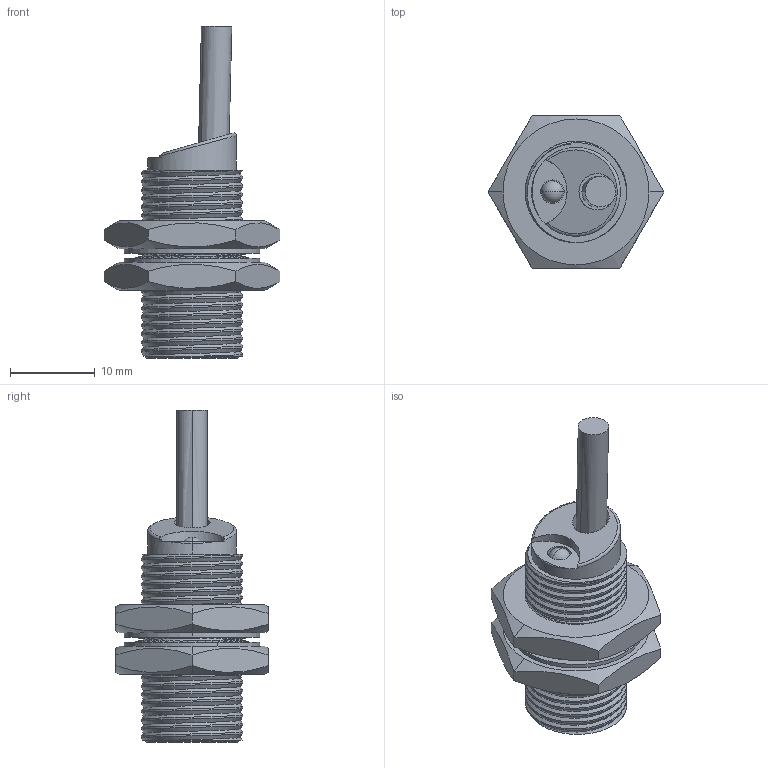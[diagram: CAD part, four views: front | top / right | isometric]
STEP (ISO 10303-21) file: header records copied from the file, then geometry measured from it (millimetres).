
FILE_DESCRIPTION (( 'STEP AP214' ), '1' );
FILE_NAME ('M12-閉傻俋褲.STEP', '2015-09-23T08:19:34', ( '' ), ( '' ), 'SwSTEP 2.0', 'SolidWorks 2013', '' );
FILE_SCHEMA (( 'AUTOMOTIVE_DESIGN' ));
Length unit declared in the file: millimetre
Products named in the file (1): M12-閉傻俋褲
Bounding box: 20.78 x 18 x 39.24 mm (x, y, z)
Volume: 4004.9 mm3; surface area: 3873.7 mm2
Topology: 6 solids, 6 shells, 696 faces, 2031 edges, 1341 vertices
Faces by surface type: plane 479, cylinder 163, cone 36, bspline 14, sphere 2, torus 2
Entity records: 32467 total; most frequent: CARTESIAN_POINT 13463, ORIENTED_EDGE 4062, DIRECTION 3468, EDGE_CURVE 2031, VECTOR 1562, LINE 1562, VERTEX_POINT 1341, AXIS2_PLACEMENT_3D 953
